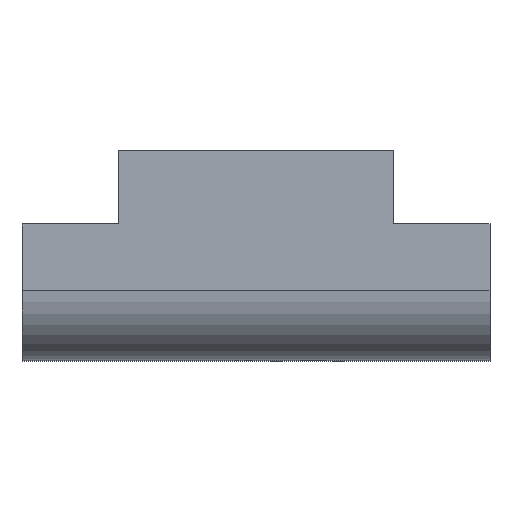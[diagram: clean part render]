
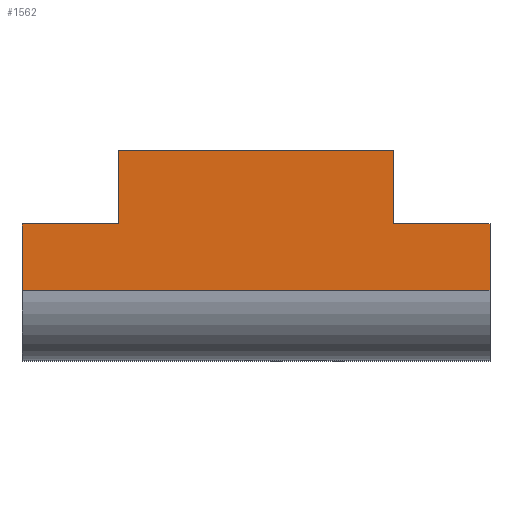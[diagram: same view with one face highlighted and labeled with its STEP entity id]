
A CAD part, top view. The second image highlights one B-rep face of the part: STEP entity #1562.
In plain terms, the highlighted planar face has unit normal (0, 0, 1).
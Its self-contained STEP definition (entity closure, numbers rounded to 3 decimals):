
#1562=ADVANCED_FACE('',(#2842),#2844,.F.);
#2842=FACE_BOUND('',#2843,.T.);
#2843=EDGE_LOOP('',(#4033,#4034,#4035,#4036,#4037,#4038,#4039,#4040));
#2844=PLANE('',#2845);
#2845=AXIS2_PLACEMENT_3D('',#2846,#2847,#2848);
#2846=CARTESIAN_POINT('',(6.7,-8.302,9.4));
#2847=DIRECTION('',(0.,0.,-1.));
#2848=DIRECTION('',(-1.,0.,0.));
#4033=ORIENTED_EDGE('',*,*,#4668,.T.);
#4034=ORIENTED_EDGE('',*,*,#4669,.T.);
#4035=ORIENTED_EDGE('',*,*,#4670,.F.);
#4036=ORIENTED_EDGE('',*,*,#4658,.T.);
#4037=ORIENTED_EDGE('',*,*,#4671,.F.);
#4038=ORIENTED_EDGE('',*,*,#4672,.T.);
#4039=ORIENTED_EDGE('',*,*,#4673,.T.);
#4040=ORIENTED_EDGE('',*,*,#4674,.F.);
#4658=EDGE_CURVE('',#5553,#5554,#5555,.T.);
#4668=EDGE_CURVE('',#5569,#5570,#5571,.T.);
#4669=EDGE_CURVE('',#5570,#5572,#5573,.T.);
#4670=EDGE_CURVE('',#5553,#5572,#5574,.T.);
#4671=EDGE_CURVE('',#5575,#5554,#5576,.T.);
#4672=EDGE_CURVE('',#5575,#5577,#5578,.T.);
#4673=EDGE_CURVE('',#5577,#5579,#5580,.T.);
#4674=EDGE_CURVE('',#5569,#5579,#5581,.T.);
#5553=VERTEX_POINT('',#7662);
#5554=VERTEX_POINT('',#7663);
#5555=LINE('',#7664,#7665);
#5569=VERTEX_POINT('',#7700);
#5570=VERTEX_POINT('',#7701);
#5571=LINE('',#7702,#7703);
#5572=VERTEX_POINT('',#7705);
#5573=LINE('',#7706,#7707);
#5574=LINE('',#7709,#7710);
#5575=VERTEX_POINT('',#7712);
#5576=LINE('',#7713,#7714);
#5577=VERTEX_POINT('',#7716);
#5578=LINE('',#7717,#7718);
#5579=VERTEX_POINT('',#7720);
#5580=LINE('',#7721,#7722);
#5581=LINE('',#7724,#7725);
#7662=CARTESIAN_POINT('',(0.,1.,9.4));
#7663=CARTESIAN_POINT('',(6.7,1.,9.4));
#7664=CARTESIAN_POINT('',(0.,1.,9.4));
#7665=VECTOR('',#7666,1.);
#7666=DIRECTION('',(1.,0.,0.));
#7700=CARTESIAN_POINT('',(1.38,3.,9.4));
#7701=CARTESIAN_POINT('',(1.38,1.95,9.4));
#7702=CARTESIAN_POINT('',(1.38,3.,9.4));
#7703=VECTOR('',#7704,1.);
#7704=DIRECTION('',(0.,-1.,0.));
#7705=CARTESIAN_POINT('',(0.,1.95,9.4));
#7706=CARTESIAN_POINT('',(1.38,1.95,9.4));
#7707=VECTOR('',#7708,1.);
#7708=DIRECTION('',(-1.,0.,0.));
#7709=CARTESIAN_POINT('',(0.,1.,9.4));
#7710=VECTOR('',#7711,1.);
#7711=DIRECTION('',(0.,1.,0.));
#7712=CARTESIAN_POINT('',(6.7,1.95,9.4));
#7713=CARTESIAN_POINT('',(6.7,1.95,9.4));
#7714=VECTOR('',#7715,1.);
#7715=DIRECTION('',(0.,-1.,0.));
#7716=CARTESIAN_POINT('',(5.32,1.95,9.4));
#7717=CARTESIAN_POINT('',(6.7,1.95,9.4));
#7718=VECTOR('',#7719,1.);
#7719=DIRECTION('',(-1.,0.,0.));
#7720=CARTESIAN_POINT('',(5.32,3.,9.4));
#7721=CARTESIAN_POINT('',(5.32,1.95,9.4));
#7722=VECTOR('',#7723,1.);
#7723=DIRECTION('',(0.,1.,0.));
#7724=CARTESIAN_POINT('',(1.38,3.,9.4));
#7725=VECTOR('',#7726,1.);
#7726=DIRECTION('',(1.,0.,0.));
